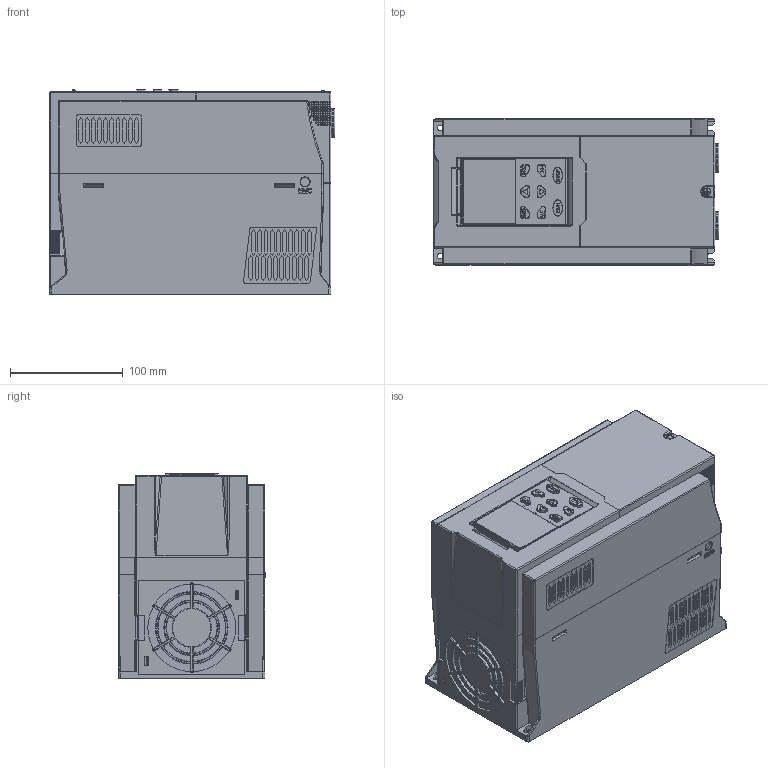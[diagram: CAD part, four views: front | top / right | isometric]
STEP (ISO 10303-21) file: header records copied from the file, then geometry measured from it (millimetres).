
FILE_DESCRIPTION (( 'STEP AP203' ), '1' );
FILE_NAME ('Ï× K750 380Â 3Ô 7,5-11êÂò 17-25À ONI.STEP', '2023-01-12T17:01:41', ( '' ), ( '' ), 'SwSTEP 2.0', 'SolidWorks 2022', '' );
FILE_SCHEMA (( 'CONFIG_CONTROL_DESIGN' ));
Length unit declared in the file: millimetre
Products named in the file (1): ПЧ K750 380В 3Ф 7,5-11кВт 17-25А ONI
Bounding box: 254 x 130.5 x 182.1 mm (x, y, z)
Volume: 5492693.7 mm3; surface area: 330469.3 mm2
Topology: 1 solids, 34 shells, 4796 faces, 12444 edges, 8015 vertices
Faces by surface type: plane 3289, cylinder 1141, torus 140, cone 112, bspline 76, sphere 38
Entity records: 156891 total; most frequent: CARTESIAN_POINT 39437, ORIENTED_EDGE 24828, DIRECTION 23363, EDGE_CURVE 12414, LINE 9153, VECTOR 9153, VERTEX_POINT 8015, AXIS2_PLACEMENT_3D 7105
